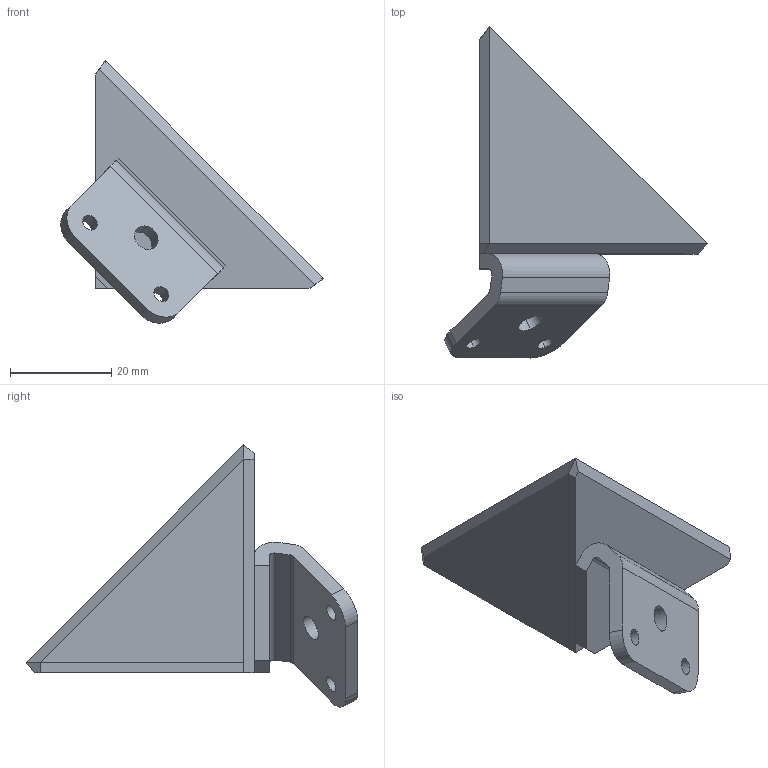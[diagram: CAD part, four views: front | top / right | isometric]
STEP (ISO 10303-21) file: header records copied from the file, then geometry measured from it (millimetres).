
FILE_DESCRIPTION (( 'STEP AP214' ), '1' );
FILE_NAME ('FMWRL0240_3D.step', '2023-10-23T16:47:36', ( '' ), ( '' ), 'SwSTEP 2.0', 'SolidWorks 2022', '' );
FILE_SCHEMA (( 'AUTOMOTIVE_DESIGN' ));
Length unit declared in the file: inch
Products named in the file (5): 61-3^FMWRL0240; FMWRL0240_3D; 61-1^FMWRL0240; 61-2^FMWRL0240; 35.6 Ö§¼Ü_2^FMWRL0240
Assembly tree (4 placements, depth 2):
  FMWRL0240_3D
    61-1^FMWRL0240
    61-2^FMWRL0240
    61-3^FMWRL0240
    35.6 Ö§¼Ü_2^FMWRL0240
Bounding box: 51.97 x 65.71 x 51.97 mm (x, y, z)
Volume: 8953.1 mm3; surface area: 9395.8 mm2
Topology: 4 solids, 4 shells, 42 faces, 102 edges, 68 vertices
Faces by surface type: plane 30, cylinder 12
Entity records: 1466 total; most frequent: DIRECTION 224, CARTESIAN_POINT 219, ORIENTED_EDGE 204, EDGE_CURVE 102, VECTOR 78, LINE 78, AXIS2_PLACEMENT_3D 73, VERTEX_POINT 68
